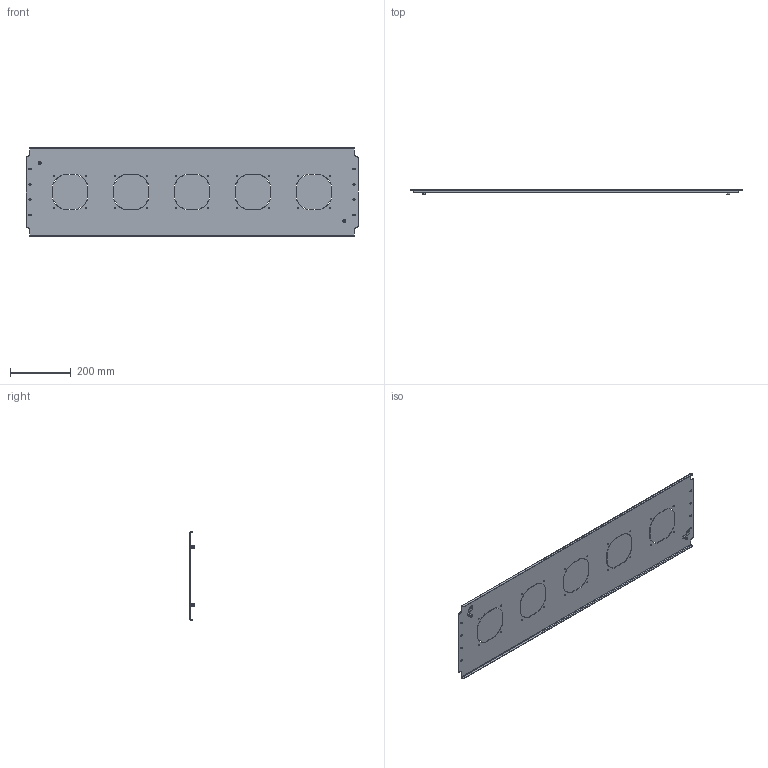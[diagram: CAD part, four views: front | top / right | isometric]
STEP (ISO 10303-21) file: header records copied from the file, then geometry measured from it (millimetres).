
FILE_DESCRIPTION (( 'STEP AP214' ), '1' );
FILE_NAME ('983.240.STEP', '2025-02-11T11:03:39', ( '' ), ( '' ), 'SwSTEP 2.0', 'SolidWorks 2021', '' );
FILE_SCHEMA (( 'AUTOMOTIVE_DESIGN' ));
Length unit declared in the file: millimetre
Products named in the file (4): Çàêëåïêà ðåçüáîâàÿ Ì6 øåñòèãðàííàÿ ñ óìåíüøåííûì áîðòîì; Çíàê çàçåìëåíèÿ ô20ìì; 983.240 眈翴錪; 983.240
Assembly tree (5 placements, depth 2):
  983.240
    983.240 眈翴錪
    Çíàê çàçåìëåíèÿ ô20ìì  x2
    Çàêëåïêà ðåçüáîâàÿ Ì6 øåñòèãðàííàÿ ñ óìåíüøåííûì áîðòîì  x2
Bounding box: 1090 x 16 x 290 mm (x, y, z)
Volume: 491976.4 mm3; surface area: 667584.8 mm2
Topology: 5 solids, 5 shells, 394 faces, 1084 edges, 712 vertices
Faces by surface type: plane 250, cylinder 132, cone 12
Entity records: 11569 total; most frequent: CARTESIAN_POINT 2046, ORIENTED_EDGE 1920, DIRECTION 1898, EDGE_CURVE 960, VECTOR 706, LINE 706, VERTEX_POINT 632, AXIS2_PLACEMENT_3D 596
